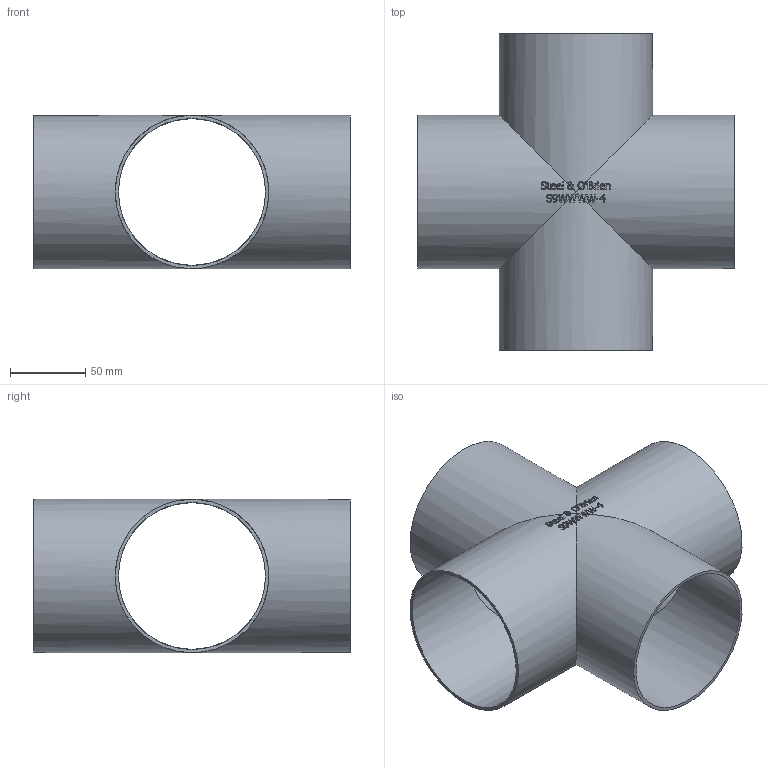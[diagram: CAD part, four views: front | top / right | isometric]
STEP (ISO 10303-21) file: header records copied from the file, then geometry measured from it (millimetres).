
FILE_DESCRIPTION(/* description */ (''),/* implementation_level */ '2;1');
FILE_NAME(/* name */ 'S9WWWW-4.stp',/* time_stamp */ '2018-11-30T11:33:59-05:00',/* author */ ('rick'),/* organization */ (''),/* preprocessor_version */ 'ST-DEVELOPER v15.2',/* originating_system */ 'Autodesk Inventor 2014',/* authorisation */ '');
FILE_SCHEMA (('AUTOMOTIVE_DESIGN { 1 0 10303 214 3 1 1 }'));
Length unit declared in the file: inch
Products named in the file (1): S9WWWW-4
Bounding box: 209.55 x 209.55 x 101.6 mm (x, y, z)
Volume: 192659.9 mm3; surface area: 185464.7 mm2
Topology: 1 solids, 1 shells, 373 faces, 1050 edges, 698 vertices
Faces by surface type: plane 160, bspline 154, cylinder 59
Full cylindrical faces by diameter (mm): 97.384 x4, 101.6 x4
Entity records: 14429 total; most frequent: CARTESIAN_POINT 5907, ORIENTED_EDGE 2000, DIRECTION 1352, EDGE_CURVE 1000, VERTEX_POINT 668, AXIS2_PLACEMENT_3D 457, LINE 438, VECTOR 438
